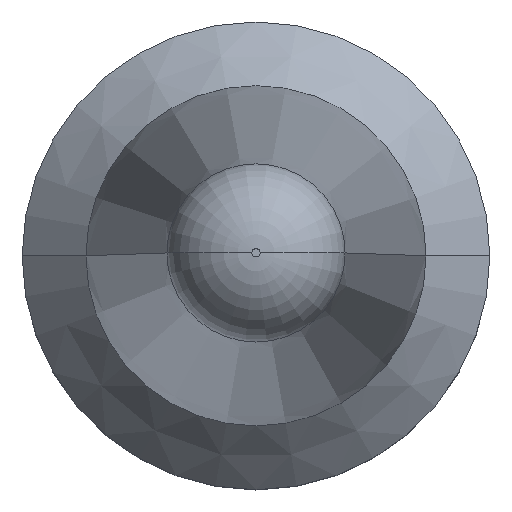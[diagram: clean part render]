
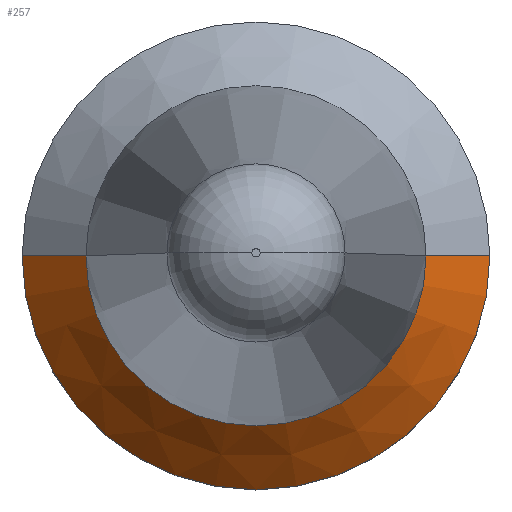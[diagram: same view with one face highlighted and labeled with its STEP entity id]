
A CAD part, top view. The second image highlights one B-rep face of the part: STEP entity #257.
In plain terms, the highlighted conical face has half-angle 45 degrees and reference radius 0.203 mm.
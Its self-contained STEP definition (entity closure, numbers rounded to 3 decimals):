
#15 = ORIENTED_EDGE ( 'NONE', *, *, #114, .F. ) ;
#16 = EDGE_LOOP ( 'NONE', ( #238, #15, #57, #137 ) ) ;
#42 = VECTOR ( 'NONE', #46, 1000. ) ;
#46 = DIRECTION ( 'NONE',  ( -0.707, 0., -0.707 ) ) ;
#49 = CARTESIAN_POINT ( 'NONE',  ( 0., 0., 0.178 ) ) ;
#57 = ORIENTED_EDGE ( 'NONE', *, *, #294, .T. ) ;
#71 = FACE_OUTER_BOUND ( 'NONE', #16, .T. ) ;
#73 = EDGE_CURVE ( 'NONE', #144, #136, #345, .T. ) ;
#80 = CARTESIAN_POINT ( 'NONE',  ( -0.279, 0., 0.178 ) ) ;
#88 = AXIS2_PLACEMENT_3D ( 'NONE', #335, #164, #337 ) ;
#98 = VERTEX_POINT ( 'NONE', #80 ) ;
#113 = VECTOR ( 'NONE', #182, 1000. ) ;
#114 = EDGE_CURVE ( 'NONE', #168, #144, #305, .T. ) ;
#118 = DIRECTION ( 'NONE',  ( -1., 0., 0. ) ) ;
#119 = EDGE_CURVE ( 'NONE', #98, #136, #132, .T. ) ;
#132 = CIRCLE ( 'NONE', #388, 0.279 ) ;
#136 = VERTEX_POINT ( 'NONE', #255 ) ;
#137 = ORIENTED_EDGE ( 'NONE', *, *, #119, .T. ) ;
#144 = VERTEX_POINT ( 'NONE', #287 ) ;
#147 = LINE ( 'NONE', #281, #42 ) ;
#157 = CONICAL_SURFACE ( 'NONE', #427, 0.203, 0.785 ) ;
#164 = DIRECTION ( 'NONE',  ( 0., 0., 1. ) ) ;
#168 = VERTEX_POINT ( 'NONE', #398 ) ;
#179 = CARTESIAN_POINT ( 'NONE',  ( 0., 0., 0.254 ) ) ;
#182 = DIRECTION ( 'NONE',  ( 0.707, 0., -0.707 ) ) ;
#188 = DIRECTION ( 'NONE',  ( 1., 0., 0. ) ) ;
#238 = ORIENTED_EDGE ( 'NONE', *, *, #73, .F. ) ;
#255 = CARTESIAN_POINT ( 'NONE',  ( 0.279, 0., 0.178 ) ) ;
#257 = ADVANCED_FACE ( 'NONE', ( #71 ), #157, .T. ) ;
#281 = CARTESIAN_POINT ( 'NONE',  ( -0.203, 0., 0.254 ) ) ;
#283 = CARTESIAN_POINT ( 'NONE',  ( 0.203, 0., 0.254 ) ) ;
#287 = CARTESIAN_POINT ( 'NONE',  ( 0.203, 0., 0.254 ) ) ;
#294 = EDGE_CURVE ( 'NONE', #168, #98, #147, .T. ) ;
#305 = CIRCLE ( 'NONE', #88, 0.203 ) ;
#318 = DIRECTION ( 'NONE',  ( 0., 0., -1. ) ) ;
#335 = CARTESIAN_POINT ( 'NONE',  ( 0., 0., 0.254 ) ) ;
#337 = DIRECTION ( 'NONE',  ( 1., 0., 0. ) ) ;
#345 = LINE ( 'NONE', #283, #113 ) ;
#346 = DIRECTION ( 'NONE',  ( 0., 0., 1. ) ) ;
#388 = AXIS2_PLACEMENT_3D ( 'NONE', #49, #346, #188 ) ;
#398 = CARTESIAN_POINT ( 'NONE',  ( -0.203, 0., 0.254 ) ) ;
#427 = AXIS2_PLACEMENT_3D ( 'NONE', #179, #318, #118 ) ;
